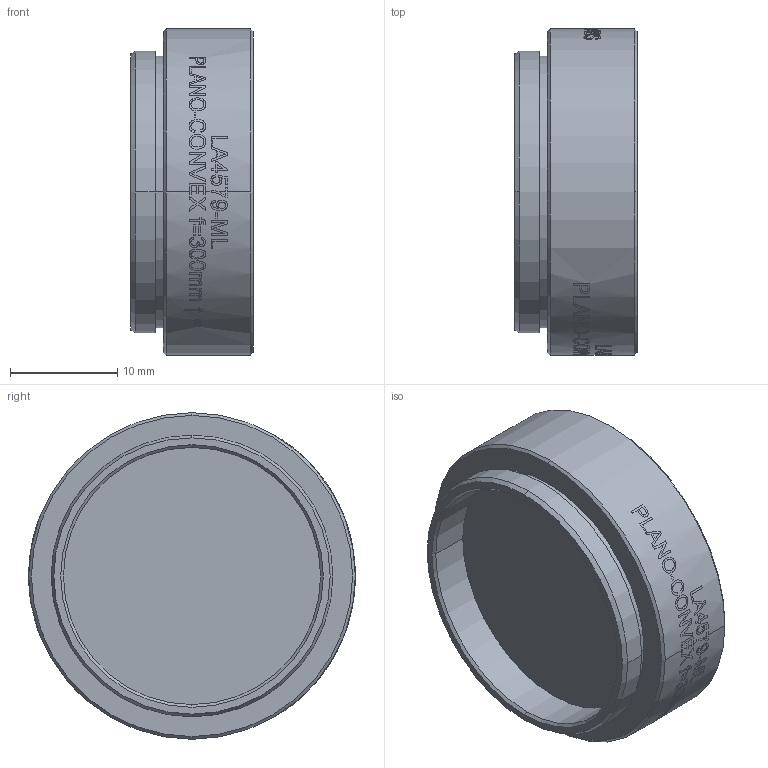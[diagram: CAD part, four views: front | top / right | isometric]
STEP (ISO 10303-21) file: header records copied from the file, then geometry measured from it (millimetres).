
FILE_DESCRIPTION (( 'STEP AP203' ), '1' );
FILE_NAME ('TTN039309-E0W.STEP', '2015-11-04T21:55:52', ( 'admin' ), ( '' ), 'SwSTEP 2.0', 'SolidWorks 2014', '' );
FILE_SCHEMA (( 'CONFIG_CONTROL_DESIGN' ));
Length unit declared in the file: millimetre
Products named in the file (1): TTN039309-E0W
Bounding box: 11.43 x 30.48 x 30.48 mm (x, y, z)
Volume: 3241.6 mm3; surface area: 4298.3 mm2
Topology: 3 solids, 3 shells, 127 faces, 632 edges, 564 vertices
Faces by surface type: cylinder 79, cone 26, plane 20, torus 2
Entity records: 10177 total; most frequent: CARTESIAN_POINT 5060, ORIENTED_EDGE 1260, DIRECTION 829, EDGE_CURVE 630, VERTEX_POINT 564, AXIS2_PLACEMENT_3D 336, B_SPLINE_CURVE_WITH_KNOTS 265, CIRCLE 208
